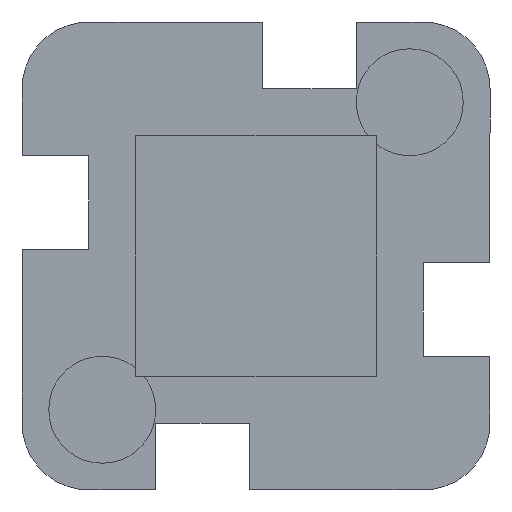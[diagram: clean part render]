
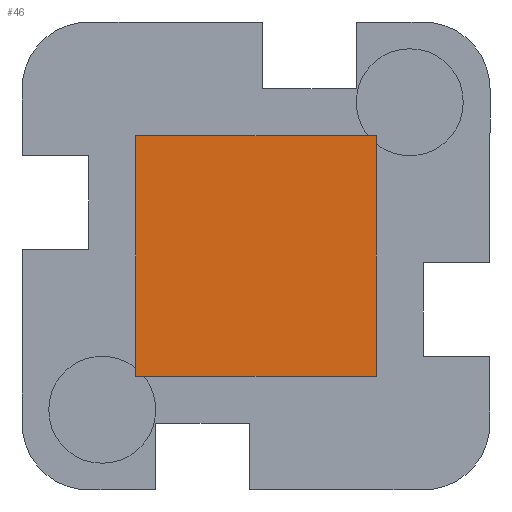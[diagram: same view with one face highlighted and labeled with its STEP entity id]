
A CAD part, front view. The second image highlights one B-rep face of the part: STEP entity #46.
In plain terms, the highlighted planar face has unit normal (0, -1, 0).
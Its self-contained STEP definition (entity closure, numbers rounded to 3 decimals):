
#46 = ADVANCED_FACE ( 'NONE', ( #256 ), #983, .T. ) ;
#64 = CARTESIAN_POINT ( 'NONE',  ( 8.5, -102., -26.5 ) ) ;
#106 = ORIENTED_EDGE ( 'NONE', *, *, #1218, .T. ) ;
#152 = EDGE_CURVE ( 'NONE', #923, #781, #1434, .T. ) ;
#256 = FACE_OUTER_BOUND ( 'NONE', #792, .T. ) ;
#332 = LINE ( 'NONE', #825, #791 ) ;
#341 = DIRECTION ( 'NONE',  ( 0., 0., 1. ) ) ;
#378 = ORIENTED_EDGE ( 'NONE', *, *, #152, .T. ) ;
#380 = VERTEX_POINT ( 'NONE', #697 ) ;
#394 = VECTOR ( 'NONE', #1513, 1000. ) ;
#437 = EDGE_CURVE ( 'NONE', #781, #1297, #806, .T. ) ;
#462 = ORIENTED_EDGE ( 'NONE', *, *, #1493, .T. ) ;
#535 = CARTESIAN_POINT ( 'NONE',  ( 26.5, -102., -8.5 ) ) ;
#697 = CARTESIAN_POINT ( 'NONE',  ( 8.5, -102., -8.5 ) ) ;
#726 = CARTESIAN_POINT ( 'NONE',  ( 8.5, -102., -26.5 ) ) ;
#749 = CARTESIAN_POINT ( 'NONE',  ( 0., -102., 0. ) ) ;
#757 = DIRECTION ( 'NONE',  ( 0., -1., 0. ) ) ;
#781 = VERTEX_POINT ( 'NONE', #1414 ) ;
#791 = VECTOR ( 'NONE', #1196, 1000. ) ;
#792 = EDGE_LOOP ( 'NONE', ( #106, #378, #1409, #462 ) ) ;
#806 = LINE ( 'NONE', #812, #815 ) ;
#808 = DIRECTION ( 'NONE',  ( 0., 0., -1. ) ) ;
#812 = CARTESIAN_POINT ( 'NONE',  ( 26.5, -102., -8.5 ) ) ;
#815 = VECTOR ( 'NONE', #341, 1000. ) ;
#825 = CARTESIAN_POINT ( 'NONE',  ( 8.5, -102., -8.5 ) ) ;
#923 = VERTEX_POINT ( 'NONE', #726 ) ;
#983 = PLANE ( 'NONE',  #1441 ) ;
#1054 = CARTESIAN_POINT ( 'NONE',  ( 8.5, -102., -8.5 ) ) ;
#1128 = VECTOR ( 'NONE', #808, 1000. ) ;
#1196 = DIRECTION ( 'NONE',  ( -1., 0., 0. ) ) ;
#1218 = EDGE_CURVE ( 'NONE', #380, #923, #1281, .T. ) ;
#1281 = LINE ( 'NONE', #1054, #1128 ) ;
#1297 = VERTEX_POINT ( 'NONE', #535 ) ;
#1409 = ORIENTED_EDGE ( 'NONE', *, *, #437, .T. ) ;
#1414 = CARTESIAN_POINT ( 'NONE',  ( 26.5, -102., -26.5 ) ) ;
#1434 = LINE ( 'NONE', #64, #394 ) ;
#1441 = AXIS2_PLACEMENT_3D ( 'NONE', #749, #757, #1474 ) ;
#1474 = DIRECTION ( 'NONE',  ( 0., 0., -1. ) ) ;
#1493 = EDGE_CURVE ( 'NONE', #1297, #380, #332, .T. ) ;
#1513 = DIRECTION ( 'NONE',  ( 1., 0., 0. ) ) ;
